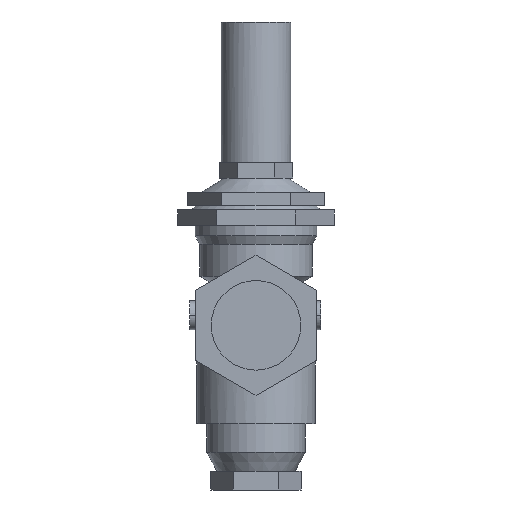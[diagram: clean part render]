
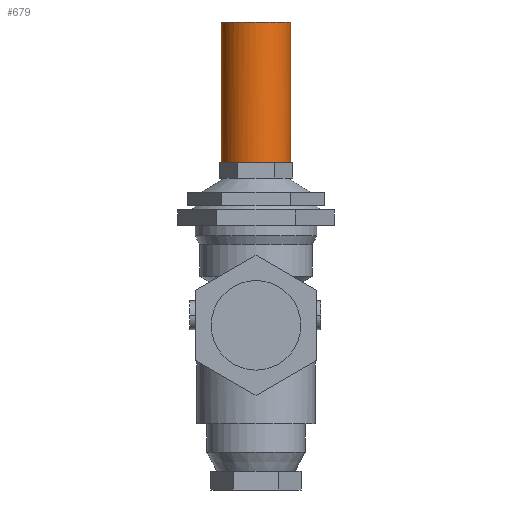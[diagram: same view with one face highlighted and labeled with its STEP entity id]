
A CAD part, left-side view. The second image highlights one B-rep face of the part: STEP entity #679.
In plain terms, the highlighted cylindrical face has radius 24 mm (diameter 48 mm), a partial arc.
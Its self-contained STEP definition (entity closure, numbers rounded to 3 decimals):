
#679=ADVANCED_FACE('',(#1974),#1975,.T.);
#813=EDGE_CURVE('',#1835,#853,#2122,.T.);
#821=EDGE_CURVE('',#1387,#1783,#2130,.T.);
#839=EDGE_CURVE('',#1885,#1355,#2149,.T.);
#853=VERTEX_POINT('',#2166);
#911=EDGE_CURVE('',#853,#1867,#2230,.T.);
#1075=EDGE_CURVE('',#1355,#1387,#2414,.T.);
#1197=EDGE_CURVE('',#1815,#1885,#2545,.T.);
#1355=VERTEX_POINT('',#2718);
#1387=VERTEX_POINT('',#2752);
#1395=EDGE_CURVE('',#1555,#1815,#2760,.T.);
#1443=VERTEX_POINT('',#2810);
#1555=VERTEX_POINT('',#2932);
#1565=EDGE_CURVE('',#1867,#1555,#2943,.T.);
#1661=EDGE_CURVE('',#1783,#1443,#3050,.T.);
#1783=VERTEX_POINT('',#3192);
#1815=VERTEX_POINT('',#3227);
#1835=VERTEX_POINT('',#3253);
#1867=VERTEX_POINT('',#3287);
#1885=VERTEX_POINT('',#3306);
#1911=EDGE_CURVE('',#1443,#1835,#3338,.T.);
#1974=FACE_OUTER_BOUND('',#3408,.T.);
#1975=CYLINDRICAL_SURFACE('',#3409,24.0);
#2122=CIRCLE('',#3611,24.0);
#2130=CIRCLE('',#3623,24.0);
#2149=CIRCLE('',#3648,24.0);
#2166=CARTESIAN_POINT('',(-2.693,23.848,113.0));
#2230=CIRCLE('',#3768,24.0);
#2414=CIRCLE('',#4096,24.0);
#2545=LINE('',#4426,#4427);
#2718=CARTESIAN_POINT('',(-2.693,-23.848,113.0));
#2752=CARTESIAN_POINT('',(-19.307,-14.257,113.0));
#2760=CIRCLE('',#4887,24.0);
#2810=CARTESIAN_POINT('',(-22.0,9.592,113.0));
#2932=CARTESIAN_POINT('',(0.0,24.0,210.0));
#2943=LINE('',#5200,#5201);
#3050=CIRCLE('',#5348,24.0);
#3192=CARTESIAN_POINT('',(-22.0,-9.592,113.0));
#3227=CARTESIAN_POINT('',(0.,-24.0,210.0));
#3253=CARTESIAN_POINT('',(-19.307,14.257,113.0));
#3287=CARTESIAN_POINT('',(0.,24.0,113.0));
#3306=CARTESIAN_POINT('',(0.,-24.0,113.0));
#3338=CIRCLE('',#6104,24.0);
#3408=EDGE_LOOP('',(#6191,#6192,#6193,#6194,#6195,#6196,#6197,#6198,#6199,#6200));
#3409=AXIS2_PLACEMENT_3D('',#6201,#6202,#6203);
#3611=AXIS2_PLACEMENT_3D('',#6366,#6367,#6368);
#3623=AXIS2_PLACEMENT_3D('',#6373,#6374,#6375);
#3648=AXIS2_PLACEMENT_3D('',#6390,#6391,#6392);
#3768=AXIS2_PLACEMENT_3D('',#6498,#6499,#6500);
#4096=AXIS2_PLACEMENT_3D('',#6733,#6734,#6735);
#4426=CARTESIAN_POINT('',(0.,-24.0,198.5));
#4427=VECTOR('',#6849,1.0);
#4887=AXIS2_PLACEMENT_3D('',#7075,#7076,#7077);
#5200=CARTESIAN_POINT('',(0.,24.0,198.5));
#5201=VECTOR('',#7241,1.0);
#5348=AXIS2_PLACEMENT_3D('',#7363,#7364,#7365);
#6104=AXIS2_PLACEMENT_3D('',#7753,#7754,#7755);
#6191=ORIENTED_EDGE('',*,*,#1565,.F.);
#6192=ORIENTED_EDGE('',*,*,#911,.F.);
#6193=ORIENTED_EDGE('',*,*,#813,.F.);
#6194=ORIENTED_EDGE('',*,*,#1911,.F.);
#6195=ORIENTED_EDGE('',*,*,#1661,.F.);
#6196=ORIENTED_EDGE('',*,*,#821,.F.);
#6197=ORIENTED_EDGE('',*,*,#1075,.F.);
#6198=ORIENTED_EDGE('',*,*,#839,.F.);
#6199=ORIENTED_EDGE('',*,*,#1197,.F.);
#6200=ORIENTED_EDGE('',*,*,#1395,.F.);
#6201=CARTESIAN_POINT('',(0.0,0.0,198.5));
#6202=DIRECTION('',(0.0,0.0,-1.0));
#6203=DIRECTION('',(0.0,1.0,0.0));
#6366=CARTESIAN_POINT('',(0.0,0.0,113.0));
#6367=DIRECTION('',(0.0,0.0,-1.0));
#6368=DIRECTION('',(0.0,1.0,0.0));
#6373=CARTESIAN_POINT('',(0.0,0.0,113.0));
#6374=DIRECTION('',(0.0,0.0,-1.0));
#6375=DIRECTION('',(0.0,1.0,0.0));
#6390=CARTESIAN_POINT('',(0.0,0.0,113.0));
#6391=DIRECTION('',(0.0,0.0,-1.0));
#6392=DIRECTION('',(0.0,1.0,0.0));
#6498=CARTESIAN_POINT('',(0.0,0.0,113.0));
#6499=DIRECTION('',(0.0,0.0,-1.0));
#6500=DIRECTION('',(0.0,1.0,0.0));
#6733=CARTESIAN_POINT('',(0.0,0.0,113.0));
#6734=DIRECTION('',(0.0,0.0,-1.0));
#6735=DIRECTION('',(0.0,1.0,0.0));
#6849=DIRECTION('',(0.0,0.0,-1.0));
#7075=CARTESIAN_POINT('',(0.0,0.0,210.0));
#7076=DIRECTION('',(0.0,0.0,1.0));
#7077=DIRECTION('',(0.0,1.0,0.0));
#7241=DIRECTION('',(0.0,0.0,1.0));
#7363=CARTESIAN_POINT('',(0.0,0.0,113.0));
#7364=DIRECTION('',(0.0,0.0,-1.0));
#7365=DIRECTION('',(0.0,1.0,0.0));
#7753=CARTESIAN_POINT('',(0.0,0.0,113.0));
#7754=DIRECTION('',(0.0,0.0,-1.0));
#7755=DIRECTION('',(0.0,1.0,0.0));
